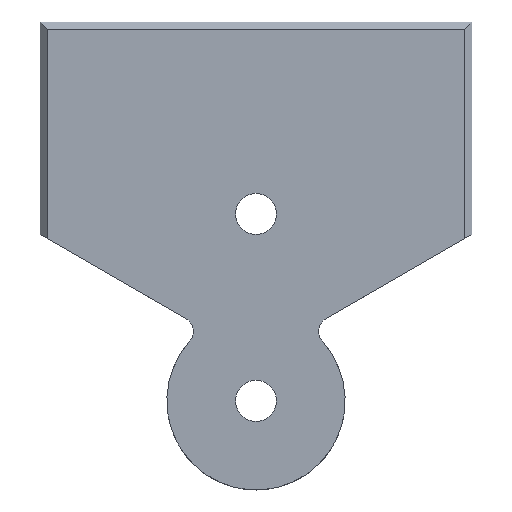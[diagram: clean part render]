
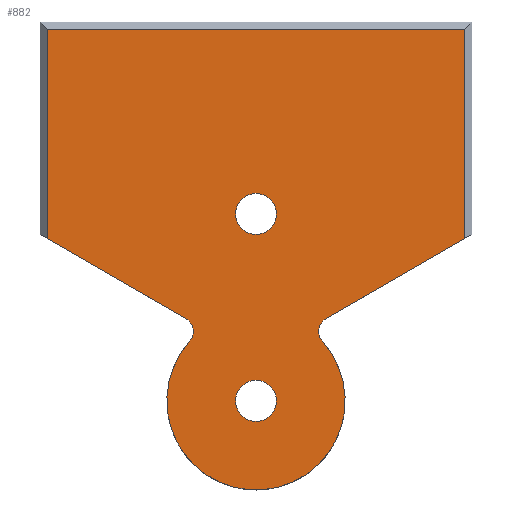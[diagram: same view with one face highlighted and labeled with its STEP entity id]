
A CAD part, front view. The second image highlights one B-rep face of the part: STEP entity #882.
In plain terms, the highlighted planar face has unit normal (0, -1, 0).
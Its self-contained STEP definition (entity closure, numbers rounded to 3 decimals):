
#43=DIRECTION('',(0.,0.,-1.));
#44=VECTOR('',#43,29.126);
#45=CARTESIAN_POINT('',(29.,0.,-1.));
#46=LINE('',#45,#44);
#92=DIRECTION('',(1.,0.,0.));
#93=VECTOR('',#92,58.);
#94=CARTESIAN_POINT('',(-29.,0.,-1.));
#95=LINE('',#94,#93);
#120=DIRECTION('',(0.,0.,1.));
#121=VECTOR('',#120,29.126);
#122=CARTESIAN_POINT('',(-29.,0.,-30.126));
#123=LINE('',#122,#121);
#141=DIRECTION('',(0.866,0.,0.5));
#142=VECTOR('',#141,22.205);
#143=CARTESIAN_POINT('',(9.77,0.,-41.228));
#144=LINE('',#143,#142);
#148=CARTESIAN_POINT('',(10.82,0.,-43.047));
#149=DIRECTION('',(0.,1.,0.));
#150=DIRECTION('',(-0.746,0.,-0.666));
#151=AXIS2_PLACEMENT_3D('',#148,#149,#150);
#156=CARTESIAN_POINT('',(0.,0.,-52.7));
#157=DIRECTION('',(0.,-1.,0.));
#158=DIRECTION('',(-0.746,0.,0.666));
#159=AXIS2_PLACEMENT_3D('',#156,#157,#158);
#164=CARTESIAN_POINT('',(-10.82,0.,-43.047));
#165=DIRECTION('',(0.,1.,0.));
#166=DIRECTION('',(0.5,0.,0.866));
#167=AXIS2_PLACEMENT_3D('',#164,#165,#166);
#172=DIRECTION('',(0.866,0.,-0.5));
#173=VECTOR('',#172,22.205);
#174=CARTESIAN_POINT('',(-29.,0.,-30.126));
#175=LINE('',#174,#173);
#179=CARTESIAN_POINT('',(0.,0.,-52.7));
#180=DIRECTION('',(0.,1.,0.));
#181=DIRECTION('',(0.,0.,-1.));
#182=AXIS2_PLACEMENT_3D('',#179,#180,#181);
#187=CARTESIAN_POINT('',(0.,0.,-52.7));
#188=DIRECTION('',(0.,1.,0.));
#189=DIRECTION('',(0.,0.,1.));
#190=AXIS2_PLACEMENT_3D('',#187,#188,#189);
#195=CARTESIAN_POINT('',(0.,0.,-26.7));
#196=DIRECTION('',(0.,1.,0.));
#197=DIRECTION('',(0.,0.,-1.));
#198=AXIS2_PLACEMENT_3D('',#195,#196,#197);
#203=CARTESIAN_POINT('',(0.,0.,-26.7));
#204=DIRECTION('',(0.,1.,0.));
#205=DIRECTION('',(0.,0.,1.));
#206=AXIS2_PLACEMENT_3D('',#203,#204,#205);
#644=CARTESIAN_POINT('',(-29.,0.,-30.126));
#645=CARTESIAN_POINT('',(-9.77,0.,-41.228));
#646=VERTEX_POINT('',#644);
#647=VERTEX_POINT('',#645);
#662=CARTESIAN_POINT('',(-29.,0.,-1.));
#663=VERTEX_POINT('',#662);
#672=CARTESIAN_POINT('',(29.,0.,-1.));
#673=VERTEX_POINT('',#672);
#690=CARTESIAN_POINT('',(-9.253,0.,-44.445));
#692=VERTEX_POINT('',#690);
#694=CARTESIAN_POINT('',(9.77,0.,-41.228));
#695=CARTESIAN_POINT('',(29.,0.,-30.126));
#696=VERTEX_POINT('',#694);
#697=VERTEX_POINT('',#695);
#714=CARTESIAN_POINT('',(9.253,0.,-44.445));
#715=VERTEX_POINT('',#714);
#716=CARTESIAN_POINT('',(0.,0.,-23.85));
#718=VERTEX_POINT('',#716);
#720=CARTESIAN_POINT('',(0.,0.,-29.55));
#722=VERTEX_POINT('',#720);
#724=CARTESIAN_POINT('',(0.,0.,-49.85));
#726=VERTEX_POINT('',#724);
#728=CARTESIAN_POINT('',(0.,0.,-55.55));
#730=VERTEX_POINT('',#728);
#852=CARTESIAN_POINT('',(30.,0.,-100.));
#853=DIRECTION('',(0.,-1.,0.));
#854=DIRECTION('',(0.,0.,-1.));
#855=AXIS2_PLACEMENT_3D('',#852,#853,#854);
#856=PLANE('',#855);
#857=ORIENTED_EDGE('',*,*,#765,.F.);
#859=ORIENTED_EDGE('',*,*,#858,.F.);
#861=ORIENTED_EDGE('',*,*,#860,.F.);
#863=ORIENTED_EDGE('',*,*,#862,.F.);
#864=ORIENTED_EDGE('',*,*,#834,.F.);
#865=ORIENTED_EDGE('',*,*,#824,.T.);
#866=ORIENTED_EDGE('',*,*,#809,.T.);
#867=ORIENTED_EDGE('',*,*,#739,.T.);
#868=EDGE_LOOP('',(#857,#859,#861,#863,#864,#865,#866,#867));
#869=FACE_OUTER_BOUND('',#868,.F.);
#871=ORIENTED_EDGE('',*,*,#870,.F.);
#873=ORIENTED_EDGE('',*,*,#872,.F.);
#874=EDGE_LOOP('',(#871,#873));
#875=FACE_BOUND('',#874,.F.);
#877=ORIENTED_EDGE('',*,*,#876,.F.);
#879=ORIENTED_EDGE('',*,*,#878,.F.);
#880=EDGE_LOOP('',(#877,#879));
#881=FACE_BOUND('',#880,.F.);
#882=ADVANCED_FACE('',(#869,#875,#881),#856,.T.);
#152=CIRCLE('',#151,2.1);
#160=CIRCLE('',#159,12.4);
#168=CIRCLE('',#167,2.1);
#183=CIRCLE('',#182,2.85);
#191=CIRCLE('',#190,2.85);
#199=CIRCLE('',#198,2.85);
#207=CIRCLE('',#206,2.85);
#739=EDGE_CURVE('',#673,#697,#46,.T.);
#765=EDGE_CURVE('',#696,#697,#144,.T.);
#809=EDGE_CURVE('',#663,#673,#95,.T.);
#824=EDGE_CURVE('',#646,#663,#123,.T.);
#834=EDGE_CURVE('',#646,#647,#175,.T.);
#858=EDGE_CURVE('',#715,#696,#152,.T.);
#860=EDGE_CURVE('',#692,#715,#160,.T.);
#862=EDGE_CURVE('',#647,#692,#168,.T.);
#870=EDGE_CURVE('',#730,#726,#183,.T.);
#872=EDGE_CURVE('',#726,#730,#191,.T.);
#876=EDGE_CURVE('',#722,#718,#199,.T.);
#878=EDGE_CURVE('',#718,#722,#207,.T.);
